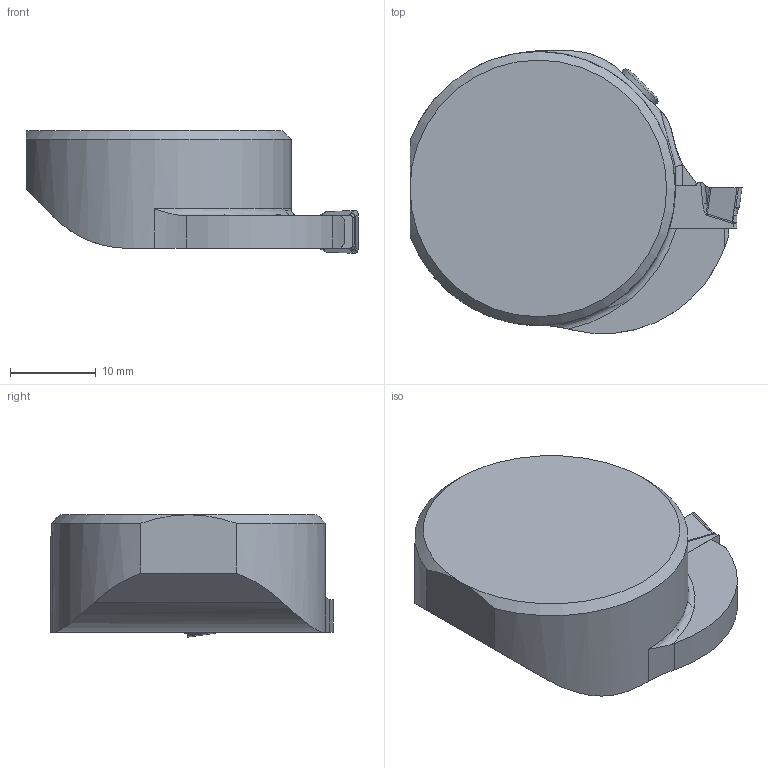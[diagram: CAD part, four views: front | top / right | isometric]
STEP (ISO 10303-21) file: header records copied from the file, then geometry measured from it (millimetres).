
FILE_DESCRIPTION(/* description */ (''),/* implementation_level */ '2;1');
FILE_NAME(/* name */ 'toolassembly_1.stp',/* time_stamp */ '2021-11-29T09:36:08+01:00',/* author */ (''),/* organization */ ('SMS'),/* preprocessor_version */ 'ST-DEVELOPER v16.7',/* originating_system */ 'SIEMENS PLM Software NX 12.0',/* authorisation */ '');
FILE_SCHEMA (('AUTOMOTIVE_DESIGN { 1 0 10303 214 3 1 1 1 }'));
Length unit declared in the file: millimetre
Products named in the file (4): ASSEMBLY_CONSTRUCTION; CUT_20211129093438; NOCUT_20211129093332; TOOLASSEMBLY_1
Assembly tree (3 placements, depth 2):
  TOOLASSEMBLY_1
    NOCUT_20211129093332
    CUT_20211129093438
    ASSEMBLY_CONSTRUCTION
Bounding box: 38.8 x 33.03 x 14.32 mm (x, y, z)
Volume: 11056.3 mm3; surface area: 3383.7 mm2
Topology: 2 solids, 2 shells, 129 faces, 345 edges, 222 vertices
Faces by surface type: plane 55, cylinder 28, extrusion 18, bspline 18, cone 8, torus 2
Full cylindrical faces by diameter (mm): 5.5 x1
Entity records: 6620 total; most frequent: CARTESIAN_POINT 3438, ORIENTED_EDGE 674, DIRECTION 581, EDGE_CURVE 337, VERTEX_POINT 215, AXIS2_PLACEMENT_3D 202, VECTOR 177, LINE 159
